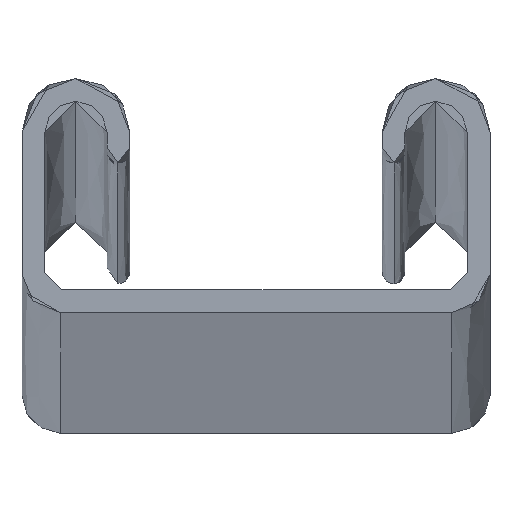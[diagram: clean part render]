
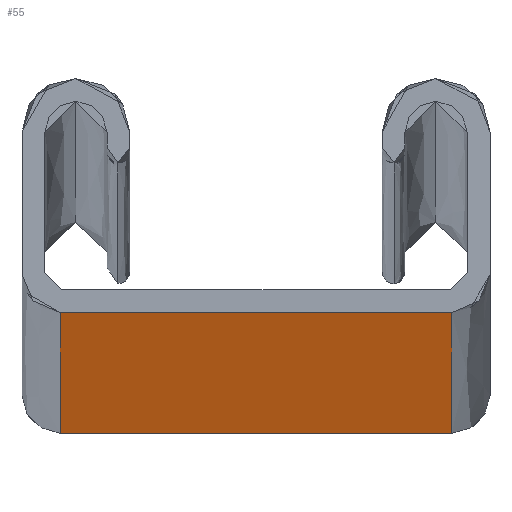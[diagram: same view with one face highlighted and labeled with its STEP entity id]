
A CAD part, top view. The second image highlights one B-rep face of the part: STEP entity #55.
In plain terms, the highlighted planar face has unit normal (0, -1, 0).
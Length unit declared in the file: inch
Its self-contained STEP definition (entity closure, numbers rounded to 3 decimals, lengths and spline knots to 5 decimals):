
#55=ADVANCED_FACE('',(#130),#131,.T.);
#130=FACE_OUTER_BOUND('',#229,.T.);
#131=PLANE('',#230);
#229=EDGE_LOOP('',(#422,#423,#424,#425));
#230=AXIS2_PLACEMENT_3D('',#426,#427,#428);
#422=ORIENTED_EDGE('',*,*,#643,.T.);
#423=ORIENTED_EDGE('',*,*,#644,.F.);
#424=ORIENTED_EDGE('',*,*,#645,.T.);
#425=ORIENTED_EDGE('',*,*,#646,.T.);
#426=CARTESIAN_POINT('',(0.36673,-0.06989,0.0));
#427=DIRECTION('',(0.0,-1.0,0.0));
#428=DIRECTION('',(1.0,0.0,0.0));
#643=EDGE_CURVE('',#754,#755,#756,.T.);
#644=EDGE_CURVE('',#757,#755,#758,.T.);
#645=EDGE_CURVE('',#757,#759,#760,.T.);
#646=EDGE_CURVE('',#759,#754,#761,.T.);
#754=VERTEX_POINT('',#921);
#755=VERTEX_POINT('',#922);
#756=LINE('',#923,#924);
#757=VERTEX_POINT('',#925);
#758=LINE('',#926,#927);
#759=VERTEX_POINT('',#928);
#760=LINE('',#929,#930);
#761=LINE('',#931,#932);
#921=CARTESIAN_POINT('',(0.70645,-0.06989,120.0));
#922=CARTESIAN_POINT('',(0.027,-0.06989,120.0));
#923=CARTESIAN_POINT('',(0.027,-0.06989,120.0));
#924=VECTOR('',#1206,1.0);
#925=CARTESIAN_POINT('',(0.027,-0.06989,0.0));
#926=CARTESIAN_POINT('',(0.027,-0.06989,0.0));
#927=VECTOR('',#1207,1.0);
#928=CARTESIAN_POINT('',(0.70645,-0.06989,0.0));
#929=CARTESIAN_POINT('',(0.027,-0.06989,0.0));
#930=VECTOR('',#1208,1.0);
#931=CARTESIAN_POINT('',(0.70645,-0.06989,0.0));
#932=VECTOR('',#1209,1.0);
#1206=DIRECTION('',(-1.0,-0.0,-0.0));
#1207=DIRECTION('',(0.0,0.0,1.0));
#1208=DIRECTION('',(1.0,0.0,0.0));
#1209=DIRECTION('',(0.0,0.0,1.0));
